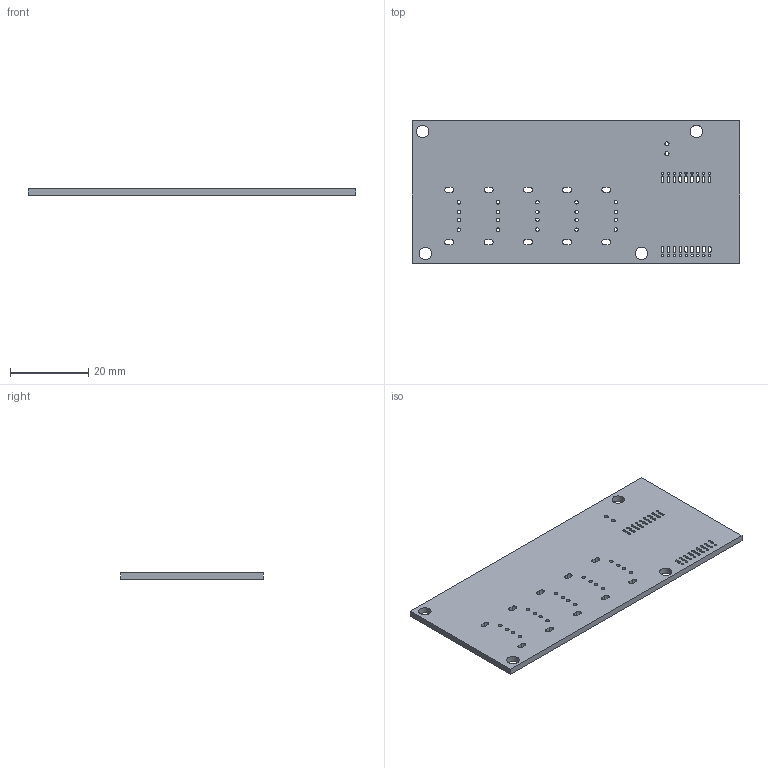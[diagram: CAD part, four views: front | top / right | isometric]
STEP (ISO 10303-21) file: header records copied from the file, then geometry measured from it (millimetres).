
FILE_DESCRIPTION(('KiCad electronic assembly'),'2;1');
FILE_NAME('USBPowerBlock_PCB.step','2025-04-27T11:16:49',('Pcbnew'),( 'Kicad'),'Open CASCADE STEP processor 7.8','KiCad to STEP converter' ,'Unknown');
FILE_SCHEMA(('AUTOMOTIVE_DESIGN { 1 0 10303 214 1 1 1 1 }'));
Length unit declared in the file: millimetre
Products named in the file (2): USBPowerBlock_PCB 1; _autosave-USBPowerBlock_PCB
Assembly tree (1 placements, depth 2):
  USBPowerBlock_PCB 1
    _autosave-USBPowerBlock_PCB
Bounding box: 83.45 x 36.32 x 1.6 mm (x, y, z)
Volume: 4695.5 mm3; surface area: 6688.9 mm2
Topology: 1 solids, 1 shells, 162 faces, 480 edges, 320 vertices
Faces by surface type: cylinder 100, plane 62
Full cylindrical faces by diameter (mm): 0.6 x18, 0.9 x20, 1.05 x2, 3.2 x4
Entity records: 5829 total; most frequent: DIRECTION 1008, CARTESIAN_POINT 964, ORIENTED_EDGE 960, EDGE_CURVE 480, AXIS2_PLACEMENT_3D 364, VERTEX_POINT 320, FACE_BOUND 306, EDGE_LOOP 306
